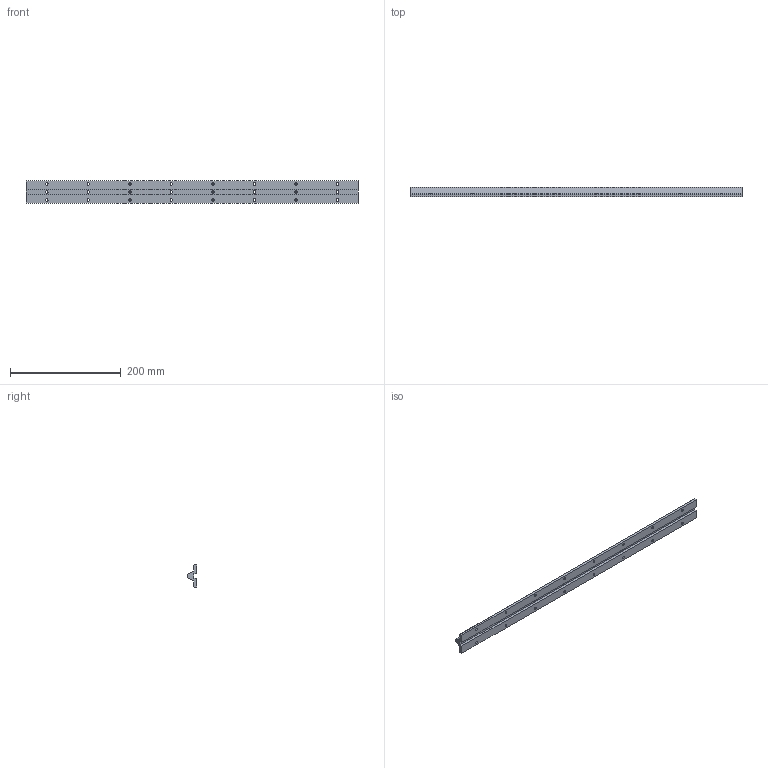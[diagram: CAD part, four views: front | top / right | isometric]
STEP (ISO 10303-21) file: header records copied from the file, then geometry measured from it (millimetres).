
FILE_DESCRIPTION( ( '' ), '1' );
FILE_NAME( 'wum_12_bohrteilung_75_2_03.stp', '2008-04-10T04:42:13', ( '' ), ( '' ), ' ', ' ', ' ' );
FILE_SCHEMA( ( 'CONFIG_CONTROL_DESIGN' ) );
Length unit declared in the file: millimetre
Products named in the file (1): 1
Bounding box: 599.5 x 16.75 x 40 mm (x, y, z)
Volume: 171023.1 mm3; surface area: 70968.1 mm2
Topology: 1 solids, 1 shells, 67 faces, 203 edges, 130 vertices
Faces by surface type: cylinder 52, plane 15
Entity records: 2453 total; most frequent: DIRECTION 443, ORIENTED_EDGE 406, CARTESIAN_POINT 401, EDGE_CURVE 203, AXIS2_PLACEMENT_3D 172, VERTEX_POINT 130, EDGE_LOOP 107, LINE 99
